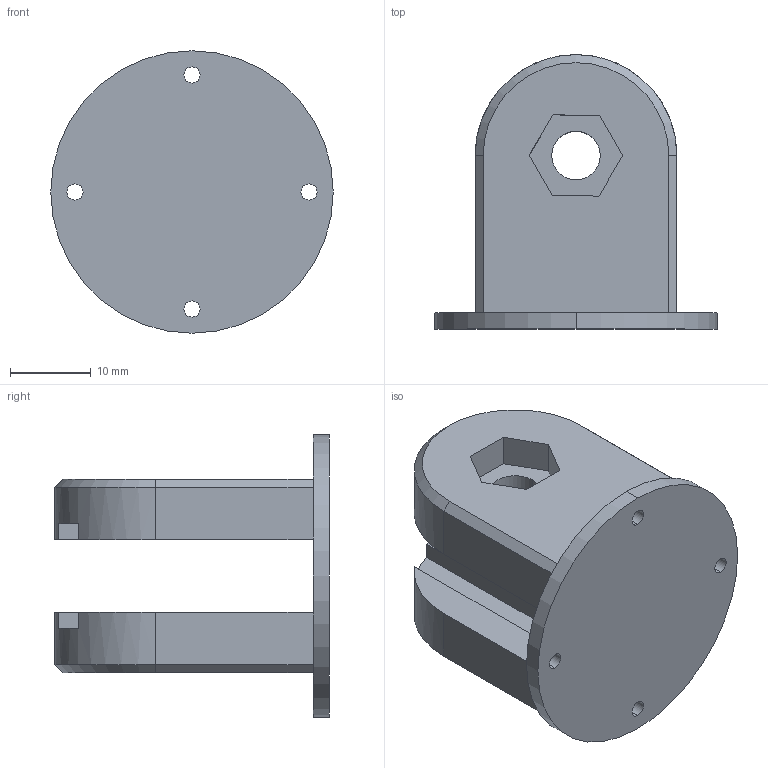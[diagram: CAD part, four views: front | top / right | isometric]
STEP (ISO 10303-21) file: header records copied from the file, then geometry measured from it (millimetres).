
FILE_DESCRIPTION (( 'STEP AP214' ), '1' );
FILE_NAME ('Light Angle Adjuster.STEP', '2021-04-19T14:15:20', ( '' ), ( '' ), 'SwSTEP 2.0', 'SolidWorks 2019', '' );
FILE_SCHEMA (( 'AUTOMOTIVE_DESIGN' ));
Length unit declared in the file: millimetre
Products named in the file (1): Light Angle Adjuster
Bounding box: 35 x 34 x 35 mm (x, y, z)
Volume: 11168.5 mm3; surface area: 6473.6 mm2
Topology: 1 solids, 1 shells, 55 faces, 146 edges, 96 vertices
Faces by surface type: plane 37, cylinder 16, cone 2
Entity records: 1768 total; most frequent: DIRECTION 300, CARTESIAN_POINT 298, ORIENTED_EDGE 292, EDGE_CURVE 146, VECTOR 104, LINE 104, AXIS2_PLACEMENT_3D 98, VERTEX_POINT 96
